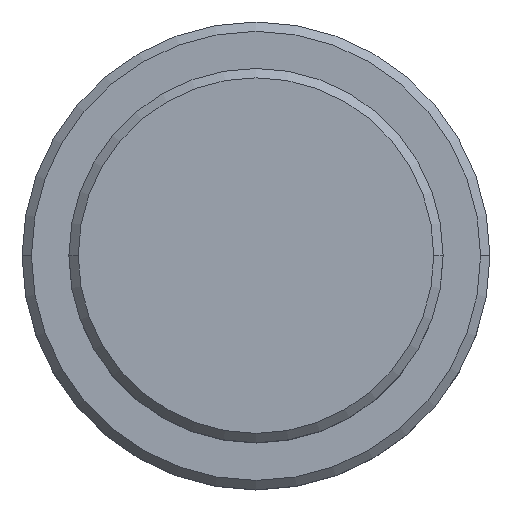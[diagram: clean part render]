
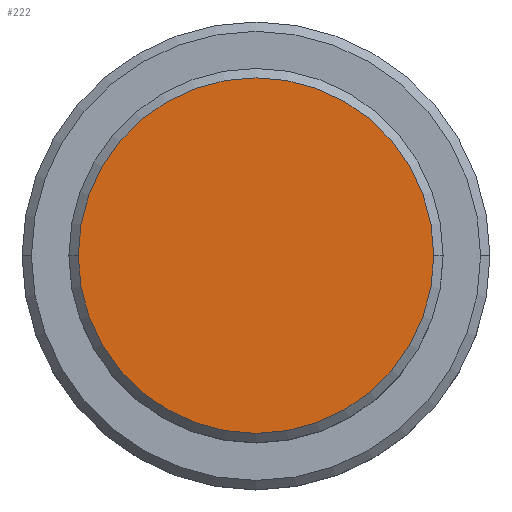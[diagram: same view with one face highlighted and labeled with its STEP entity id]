
A CAD part, top view. The second image highlights one B-rep face of the part: STEP entity #222.
In plain terms, the highlighted planar face has unit normal (0, 0, 1).
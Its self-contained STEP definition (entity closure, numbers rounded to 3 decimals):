
#62 = DIRECTION ( 'NONE',  ( 1., 0., 0. ) ) ;
#173 = ORIENTED_EDGE ( 'NONE', *, *, #1347, .T. ) ;
#222 = ADVANCED_FACE ( 'NONE', ( #837 ), #811, .T. ) ;
#239 = AXIS2_PLACEMENT_3D ( 'NONE', #1240, #711, #391 ) ;
#262 = CIRCLE ( 'NONE', #1241, 9.5 ) ;
#278 = CARTESIAN_POINT ( 'NONE',  ( 0., 0., 0. ) ) ;
#333 = VERTEX_POINT ( 'NONE', #1049 ) ;
#391 = DIRECTION ( 'NONE',  ( 1., 0., 0. ) ) ;
#480 = CARTESIAN_POINT ( 'NONE',  ( 9.5, 0., 0. ) ) ;
#493 = ORIENTED_EDGE ( 'NONE', *, *, #782, .T. ) ;
#535 = DIRECTION ( 'NONE',  ( 0., 0., 1. ) ) ;
#566 = AXIS2_PLACEMENT_3D ( 'NONE', #1076, #535, #62 ) ;
#711 = DIRECTION ( 'NONE',  ( 0., 0., 1. ) ) ;
#748 = VERTEX_POINT ( 'NONE', #480 ) ;
#782 = EDGE_CURVE ( 'NONE', #333, #748, #262, .T. ) ;
#794 = CIRCLE ( 'NONE', #566, 9.5 ) ;
#811 = PLANE ( 'NONE',  #239 ) ;
#826 = DIRECTION ( 'NONE',  ( 1., 0., 0. ) ) ;
#837 = FACE_OUTER_BOUND ( 'NONE', #1350, .T. ) ;
#1049 = CARTESIAN_POINT ( 'NONE',  ( -9.5, 0., 0. ) ) ;
#1076 = CARTESIAN_POINT ( 'NONE',  ( 0., 0., 0. ) ) ;
#1233 = DIRECTION ( 'NONE',  ( 0., 0., 1. ) ) ;
#1240 = CARTESIAN_POINT ( 'NONE',  ( 0., 0., 0. ) ) ;
#1241 = AXIS2_PLACEMENT_3D ( 'NONE', #278, #1233, #826 ) ;
#1347 = EDGE_CURVE ( 'NONE', #748, #333, #794, .T. ) ;
#1350 = EDGE_LOOP ( 'NONE', ( #493, #173 ) ) ;
